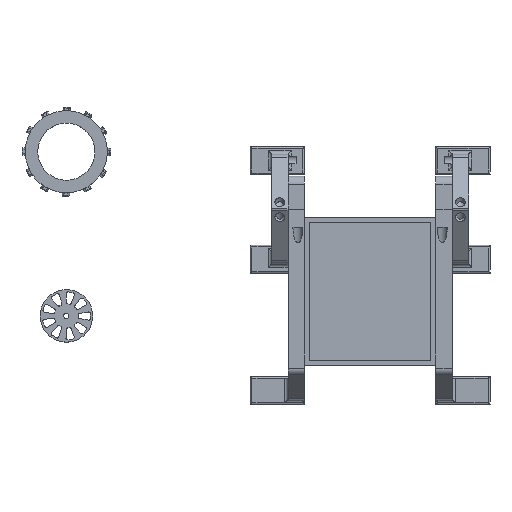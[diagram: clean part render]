
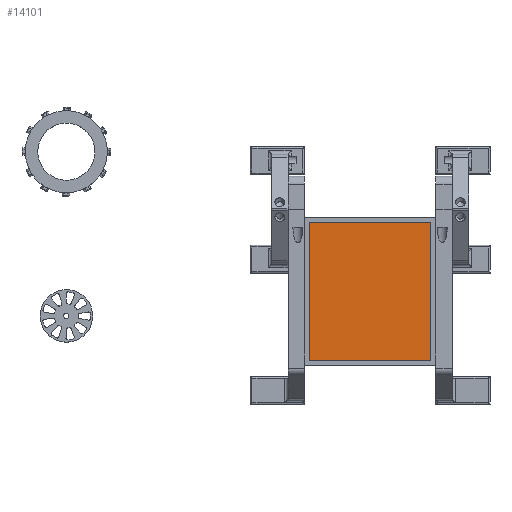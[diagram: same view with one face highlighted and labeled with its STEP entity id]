
A CAD part, top view. The second image highlights one B-rep face of the part: STEP entity #14101.
In plain terms, the highlighted planar face has unit normal (0, 0, 1).
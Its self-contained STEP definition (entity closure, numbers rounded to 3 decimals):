
#348=PLANE('',#15028);
#1280=FACE_OUTER_BOUND('',#2057,.T.);
#2057=EDGE_LOOP('',(#10885,#10886,#10887,#10888));
#3164=LINE('',#21342,#4619);
#3168=LINE('',#21349,#4623);
#3171=LINE('',#21355,#4626);
#3173=LINE('',#21358,#4628);
#4619=VECTOR('',#17103,10.);
#4623=VECTOR('',#17109,10.);
#4626=VECTOR('',#17114,10.);
#4628=VECTOR('',#17118,10.);
#6338=VERTEX_POINT('',#21339);
#6339=VERTEX_POINT('',#21341);
#6341=VERTEX_POINT('',#21347);
#6343=VERTEX_POINT('',#21353);
#8017=EDGE_CURVE('',#6338,#6339,#3164,.T.);
#8021=EDGE_CURVE('',#6341,#6338,#3168,.T.);
#8024=EDGE_CURVE('',#6343,#6341,#3171,.T.);
#8026=EDGE_CURVE('',#6339,#6343,#3173,.T.);
#10885=ORIENTED_EDGE('',*,*,#8026,.F.);
#10886=ORIENTED_EDGE('',*,*,#8017,.F.);
#10887=ORIENTED_EDGE('',*,*,#8021,.F.);
#10888=ORIENTED_EDGE('',*,*,#8024,.F.);
#14101=ADVANCED_FACE('',(#1280),#348,.F.);
#15028=AXIS2_PLACEMENT_3D('',#21359,#17119,#17120);
#17103=DIRECTION('',(0.,1.,0.));
#17109=DIRECTION('',(-1.,0.,0.));
#17114=DIRECTION('',(0.,-1.,0.));
#17118=DIRECTION('',(1.,0.,0.));
#17119=DIRECTION('center_axis',(0.,0.,-1.));
#17120=DIRECTION('ref_axis',(-1.,0.,0.));
#21339=CARTESIAN_POINT('',(8.055,-27.133,32.));
#21341=CARTESIAN_POINT('',(8.055,56.867,32.));
#21342=CARTESIAN_POINT('',(8.055,-27.133,32.));
#21347=CARTESIAN_POINT('',(82.055,-27.133,32.));
#21349=CARTESIAN_POINT('',(82.055,-27.133,32.));
#21353=CARTESIAN_POINT('',(82.055,56.867,32.));
#21355=CARTESIAN_POINT('',(82.055,56.867,32.));
#21358=CARTESIAN_POINT('',(8.055,56.867,32.));
#21359=CARTESIAN_POINT('Origin',(45.055,14.867,32.));
